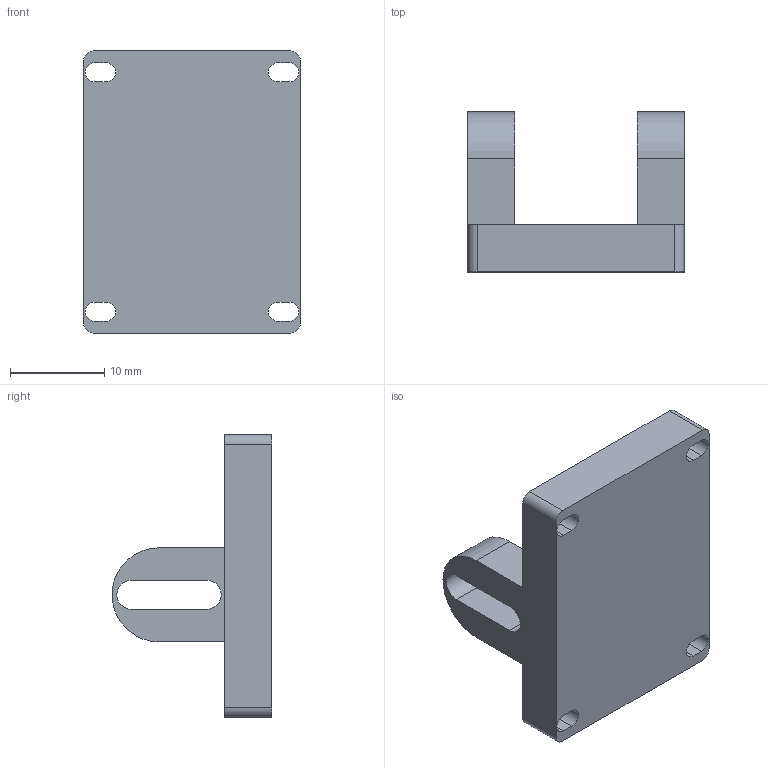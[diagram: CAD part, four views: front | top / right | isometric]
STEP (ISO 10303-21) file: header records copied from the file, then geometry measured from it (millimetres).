
FILE_DESCRIPTION(/* description */ (''),/* implementation_level */ '2;1');
FILE_NAME(/* name */ 'Teflon holder bracket.step',/* time_stamp */ '2025-07-29T13:25:08-04:00',/* author */ (''),/* organization */ (''),/* preprocessor_version */ 'ST-DEVELOPER v20.1',/* originating_system */ 'Autodesk Translation Framework v14.10.0.0',/* authorisation */ '');
FILE_SCHEMA (('AUTOMOTIVE_DESIGN { 1 0 10303 214 3 1 1 }'));
Length unit declared in the file: inch
Products named in the file (1): 2025-07-29-13-25-07-968
Bounding box: 23 x 17 x 30 mm (x, y, z)
Volume: 4102.1 mm3; surface area: 2992.4 mm2
Topology: 3 solids, 3 shells, 46 faces, 120 edges, 80 vertices
Faces by surface type: plane 28, cylinder 18
Entity records: 1477 total; most frequent: DIRECTION 250, CARTESIAN_POINT 247, ORIENTED_EDGE 240, EDGE_CURVE 120, LINE 84, VECTOR 84, AXIS2_PLACEMENT_3D 83, VERTEX_POINT 80
